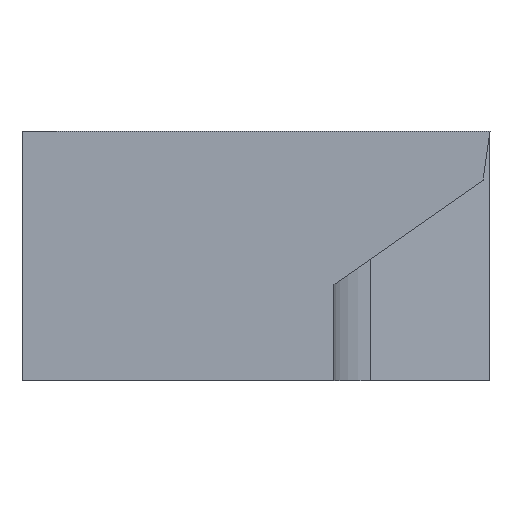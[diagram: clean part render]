
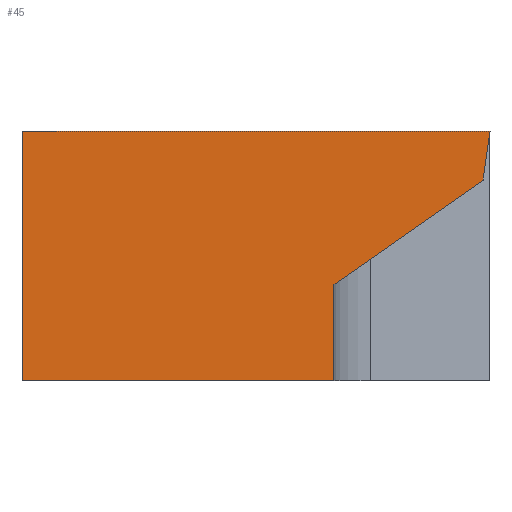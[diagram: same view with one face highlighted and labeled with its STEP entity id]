
A CAD part, left-side view. The second image highlights one B-rep face of the part: STEP entity #45.
In plain terms, the highlighted planar face has unit normal (-1, 0, 0).
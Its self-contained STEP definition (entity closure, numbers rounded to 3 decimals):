
#10 = VERTEX_POINT ( 'NONE', #226 ) ;
#13 = DIRECTION ( 'NONE',  ( 0., 0., 1. ) ) ;
#34 = CARTESIAN_POINT ( 'NONE',  ( 0., 0., 0. ) ) ;
#43 = EDGE_CURVE ( 'NONE', #447, #114, #90, .T. ) ;
#45 = ADVANCED_FACE ( 'NONE', ( #210 ), #247, .F. ) ;
#58 = EDGE_CURVE ( 'NONE', #326, #10, #209, .T. ) ;
#74 = DIRECTION ( 'NONE',  ( 0., -1., 0. ) ) ;
#90 = LINE ( 'NONE', #187, #217 ) ;
#93 = DIRECTION ( 'NONE',  ( 0., -0.819, 0.574 ) ) ;
#94 = ORIENTED_EDGE ( 'NONE', *, *, #500, .F. ) ;
#96 = LINE ( 'NONE', #380, #400 ) ;
#100 = CARTESIAN_POINT ( 'NONE',  ( 0., 7.5, -3. ) ) ;
#114 = VERTEX_POINT ( 'NONE', #149 ) ;
#149 = CARTESIAN_POINT ( 'NONE',  ( 0., 0.22, -1.565 ) ) ;
#157 = ORIENTED_EDGE ( 'NONE', *, *, #277, .T. ) ;
#160 = LINE ( 'NONE', #308, #173 ) ;
#173 = VECTOR ( 'NONE', #483, 1000. ) ;
#175 = LINE ( 'NONE', #276, #473 ) ;
#187 = CARTESIAN_POINT ( 'NONE',  ( 0., 0.22, -1.565 ) ) ;
#188 = VERTEX_POINT ( 'NONE', #304 ) ;
#190 = VECTOR ( 'NONE', #74, 1000. ) ;
#201 = ORIENTED_EDGE ( 'NONE', *, *, #43, .T. ) ;
#209 = LINE ( 'NONE', #284, #190 ) ;
#210 = FACE_OUTER_BOUND ( 'NONE', #350, .T. ) ;
#217 = VECTOR ( 'NONE', #93, 1000. ) ;
#226 = CARTESIAN_POINT ( 'NONE',  ( 0., 5., -8. ) ) ;
#228 = ORIENTED_EDGE ( 'NONE', *, *, #58, .T. ) ;
#247 = PLANE ( 'NONE',  #488 ) ;
#250 = CARTESIAN_POINT ( 'NONE',  ( 0., 15., -8. ) ) ;
#251 = LINE ( 'NONE', #34, #418 ) ;
#266 = DIRECTION ( 'NONE',  ( 0., -0.139, 0.99 ) ) ;
#270 = VERTEX_POINT ( 'NONE', #423 ) ;
#276 = CARTESIAN_POINT ( 'NONE',  ( 0., 15., -8. ) ) ;
#277 = EDGE_CURVE ( 'NONE', #188, #270, #160, .T. ) ;
#284 = CARTESIAN_POINT ( 'NONE',  ( 0., 25., -8. ) ) ;
#304 = CARTESIAN_POINT ( 'NONE',  ( 0., 0., 0. ) ) ;
#306 = CARTESIAN_POINT ( 'NONE',  ( 0., 5., -4.912 ) ) ;
#308 = CARTESIAN_POINT ( 'NONE',  ( 0., 8.446, 0. ) ) ;
#319 = DIRECTION ( 'NONE',  ( 0., -1., 0. ) ) ;
#326 = VERTEX_POINT ( 'NONE', #250 ) ;
#350 = EDGE_LOOP ( 'NONE', ( #157, #94, #228, #406, #201, #491 ) ) ;
#366 = DIRECTION ( 'NONE',  ( 1., 0., 0. ) ) ;
#380 = CARTESIAN_POINT ( 'NONE',  ( 0., 5., -8. ) ) ;
#400 = VECTOR ( 'NONE', #498, 1000. ) ;
#406 = ORIENTED_EDGE ( 'NONE', *, *, #430, .T. ) ;
#418 = VECTOR ( 'NONE', #266, 1000. ) ;
#423 = CARTESIAN_POINT ( 'NONE',  ( 0., 15., 0. ) ) ;
#425 = EDGE_CURVE ( 'NONE', #114, #188, #251, .T. ) ;
#430 = EDGE_CURVE ( 'NONE', #10, #447, #96, .T. ) ;
#447 = VERTEX_POINT ( 'NONE', #306 ) ;
#473 = VECTOR ( 'NONE', #13, 1000. ) ;
#483 = DIRECTION ( 'NONE',  ( 0., 1., 0. ) ) ;
#488 = AXIS2_PLACEMENT_3D ( 'NONE', #100, #366, #319 ) ;
#491 = ORIENTED_EDGE ( 'NONE', *, *, #425, .T. ) ;
#498 = DIRECTION ( 'NONE',  ( 0., 0., 1. ) ) ;
#500 = EDGE_CURVE ( 'NONE', #326, #270, #175, .T. ) ;
